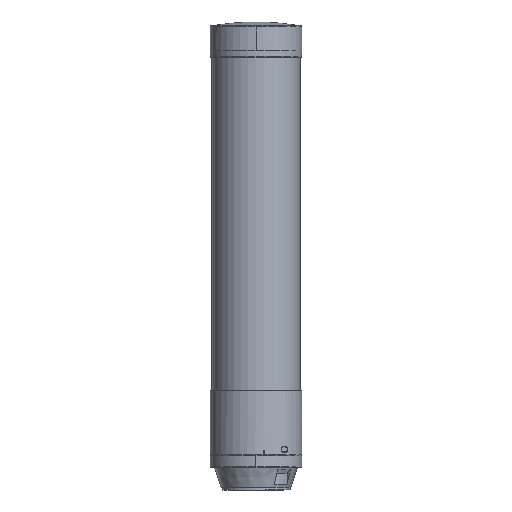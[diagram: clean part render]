
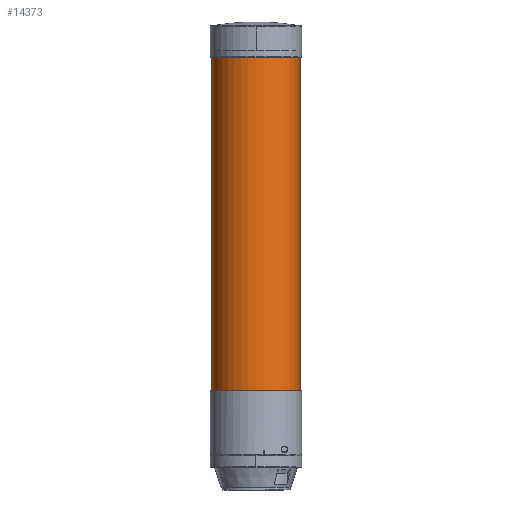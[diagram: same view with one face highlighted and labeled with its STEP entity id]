
A CAD part, front view. The second image highlights one B-rep face of the part: STEP entity #14373.
In plain terms, the highlighted cylindrical face has radius 35 mm (diameter 70 mm), a partial arc.
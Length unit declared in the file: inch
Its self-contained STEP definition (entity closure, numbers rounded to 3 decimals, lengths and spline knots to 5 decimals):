
#1395 = LINE ( 'NONE', #9109, #7054 ) ;
#1925 = ORIENTED_EDGE ( 'NONE', *, *, #12792, .F. ) ;
#2058 = ORIENTED_EDGE ( 'NONE', *, *, #15752, .T. ) ;
#2966 = DIRECTION ( 'NONE',  ( 0., 0., -1. ) ) ;
#3356 = DIRECTION ( 'NONE',  ( 0., 0., 1. ) ) ;
#3720 = VERTEX_POINT ( 'NONE', #4356 ) ;
#3829 = CARTESIAN_POINT ( 'NONE',  ( -1.37795, 0., 1.90157 ) ) ;
#4005 = VERTEX_POINT ( 'NONE', #11804 ) ;
#4356 = CARTESIAN_POINT ( 'NONE',  ( 1.37795, 0., 12.52485 ) ) ;
#4386 = AXIS2_PLACEMENT_3D ( 'NONE', #6240, #14051, #4890 ) ;
#4625 = CYLINDRICAL_SURFACE ( 'NONE', #15734, 1.37795 ) ;
#4890 = DIRECTION ( 'NONE',  ( 1., 0., 0. ) ) ;
#6091 = EDGE_CURVE ( 'NONE', #4005, #3720, #1395, .T. ) ;
#6240 = CARTESIAN_POINT ( 'NONE',  ( 0., 0., 1.90157 ) ) ;
#6873 = DIRECTION ( 'NONE',  ( 1., 0., 0. ) ) ;
#7054 = VECTOR ( 'NONE', #13097, 39.37008 ) ;
#7349 = AXIS2_PLACEMENT_3D ( 'NONE', #9594, #2966, #6873 ) ;
#7648 = CIRCLE ( 'NONE', #4386, 1.37795 ) ;
#9014 = LINE ( 'NONE', #3829, #16549 ) ;
#9109 = CARTESIAN_POINT ( 'NONE',  ( 1.37795, 0., 1.90157 ) ) ;
#9336 = ORIENTED_EDGE ( 'NONE', *, *, #15588, .T. ) ;
#9594 = CARTESIAN_POINT ( 'NONE',  ( 0., 0., 12.52485 ) ) ;
#10213 = EDGE_LOOP ( 'NONE', ( #1925, #2058, #14938, #9336 ) ) ;
#10604 = CARTESIAN_POINT ( 'NONE',  ( -1.37795, 0., 1.90157 ) ) ;
#10879 = CIRCLE ( 'NONE', #7349, 1.37795 ) ;
#11804 = CARTESIAN_POINT ( 'NONE',  ( 1.37795, 0., 1.90157 ) ) ;
#12792 = EDGE_CURVE ( 'NONE', #13272, #13616, #9014, .T. ) ;
#13097 = DIRECTION ( 'NONE',  ( 0., 0., 1. ) ) ;
#13272 = VERTEX_POINT ( 'NONE', #10604 ) ;
#13616 = VERTEX_POINT ( 'NONE', #16753 ) ;
#13701 = DIRECTION ( 'NONE',  ( 1., 0., 0. ) ) ;
#14051 = DIRECTION ( 'NONE',  ( 0., 0., 1. ) ) ;
#14373 = ADVANCED_FACE ( 'NONE', ( #16232 ), #4625, .T. ) ;
#14938 = ORIENTED_EDGE ( 'NONE', *, *, #6091, .T. ) ;
#14967 = CARTESIAN_POINT ( 'NONE',  ( 0., 0., 1.90157 ) ) ;
#15588 = EDGE_CURVE ( 'NONE', #3720, #13616, #10879, .T. ) ;
#15734 = AXIS2_PLACEMENT_3D ( 'NONE', #14967, #3356, #13701 ) ;
#15752 = EDGE_CURVE ( 'NONE', #13272, #4005, #7648, .T. ) ;
#16232 = FACE_OUTER_BOUND ( 'NONE', #10213, .T. ) ;
#16461 = DIRECTION ( 'NONE',  ( 0., 0., 1. ) ) ;
#16549 = VECTOR ( 'NONE', #16461, 39.37008 ) ;
#16753 = CARTESIAN_POINT ( 'NONE',  ( -1.37795, 0., 12.52485 ) ) ;
